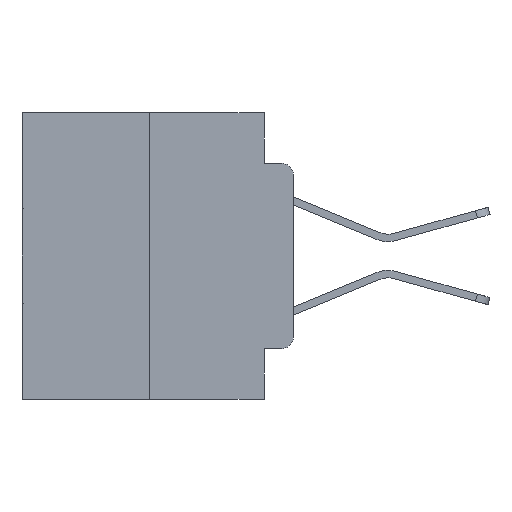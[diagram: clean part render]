
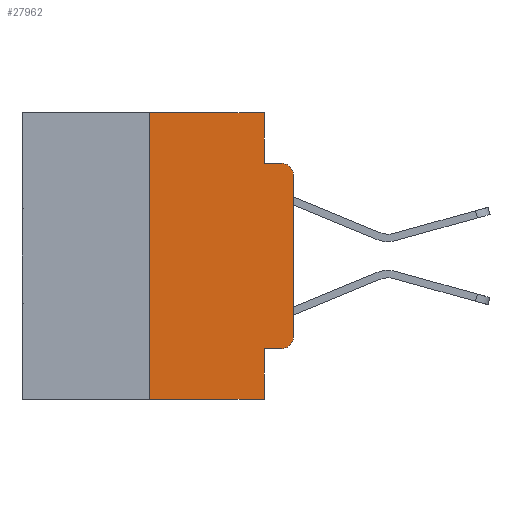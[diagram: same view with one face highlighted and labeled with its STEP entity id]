
A CAD part, left-side view. The second image highlights one B-rep face of the part: STEP entity #27962.
In plain terms, the highlighted planar face has unit normal (-1, 0, 0).
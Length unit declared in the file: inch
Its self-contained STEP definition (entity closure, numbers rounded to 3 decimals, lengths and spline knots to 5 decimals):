
#205 = AXIS2_PLACEMENT_3D ( 'NONE', #12419, #16601, #10182 ) ;
#291 = CARTESIAN_POINT ( 'NONE',  ( 0., 0.473, -0.5 ) ) ;
#1173 = EDGE_CURVE ( 'NONE', #22027, #16598, #25382, .T. ) ;
#1411 = LINE ( 'NONE', #19001, #20514 ) ;
#1929 = ORIENTED_EDGE ( 'NONE', *, *, #3526, .T. ) ;
#2262 = CARTESIAN_POINT ( 'NONE',  ( 0., 0.25, -0.5 ) ) ;
#2271 = CARTESIAN_POINT ( 'NONE',  ( 0., 0.02, -0.0885 ) ) ;
#2567 = EDGE_CURVE ( 'NONE', #20375, #27258, #10254, .T. ) ;
#2632 = LINE ( 'NONE', #3649, #5380 ) ;
#3526 = EDGE_CURVE ( 'NONE', #8541, #16598, #10195, .T. ) ;
#3649 = CARTESIAN_POINT ( 'NONE',  ( 0., 0.473, 0. ) ) ;
#4046 = VERTEX_POINT ( 'NONE', #27360 ) ;
#4101 = ORIENTED_EDGE ( 'NONE', *, *, #16414, .F. ) ;
#5059 = VERTEX_POINT ( 'NONE', #17301 ) ;
#5380 = VECTOR ( 'NONE', #14767, 39.37008 ) ;
#6045 = EDGE_CURVE ( 'NONE', #20375, #5059, #1411, .T. ) ;
#6831 = EDGE_CURVE ( 'NONE', #5059, #27070, #7965, .T. ) ;
#6967 = VECTOR ( 'NONE', #13374, 39.37008 ) ;
#7098 = ORIENTED_EDGE ( 'NONE', *, *, #2567, .F. ) ;
#7848 = DIRECTION ( 'NONE',  ( 0., 0., -1. ) ) ;
#7945 = CARTESIAN_POINT ( 'NONE',  ( 0., 0.473, 0. ) ) ;
#7965 = CIRCLE ( 'NONE', #10849, 0.02 ) ;
#8541 = VERTEX_POINT ( 'NONE', #28370 ) ;
#9045 = ORIENTED_EDGE ( 'NONE', *, *, #1173, .F. ) ;
#9558 = VECTOR ( 'NONE', #15212, 39.37008 ) ;
#9698 = ORIENTED_EDGE ( 'NONE', *, *, #6831, .T. ) ;
#10182 = DIRECTION ( 'NONE',  ( 0., 0., -1. ) ) ;
#10195 = CIRCLE ( 'NONE', #205, 0.02 ) ;
#10254 = LINE ( 'NONE', #28472, #9558 ) ;
#10837 = ORIENTED_EDGE ( 'NONE', *, *, #10904, .T. ) ;
#10849 = AXIS2_PLACEMENT_3D ( 'NONE', #17805, #20249, #26640 ) ;
#10904 = EDGE_CURVE ( 'NONE', #27070, #8541, #13399, .T. ) ;
#11090 = AXIS2_PLACEMENT_3D ( 'NONE', #7945, #21062, #7848 ) ;
#12419 = CARTESIAN_POINT ( 'NONE',  ( 0., 0.02, -0.1085 ) ) ;
#13374 = DIRECTION ( 'NONE',  ( 0., 0., 1. ) ) ;
#13399 = LINE ( 'NONE', #26607, #15813 ) ;
#13613 = EDGE_CURVE ( 'NONE', #23907, #27258, #23620, .T. ) ;
#13887 = LINE ( 'NONE', #22393, #6967 ) ;
#14103 = CARTESIAN_POINT ( 'NONE',  ( 0., 0.051, -0.0885 ) ) ;
#14331 = PLANE ( 'NONE',  #11090 ) ;
#14631 = ORIENTED_EDGE ( 'NONE', *, *, #13613, .T. ) ;
#14767 = DIRECTION ( 'NONE',  ( 0., -1., 0. ) ) ;
#14780 = LINE ( 'NONE', #18915, #23830 ) ;
#14975 = EDGE_CURVE ( 'NONE', #23430, #22027, #14780, .T. ) ;
#15212 = DIRECTION ( 'NONE',  ( 0., 0., -1. ) ) ;
#15650 = VECTOR ( 'NONE', #20436, 39.37008 ) ;
#15813 = VECTOR ( 'NONE', #20587, 39.37008 ) ;
#16141 = ORIENTED_EDGE ( 'NONE', *, *, #14975, .F. ) ;
#16414 = EDGE_CURVE ( 'NONE', #4046, #23430, #2632, .T. ) ;
#16598 = VERTEX_POINT ( 'NONE', #2271 ) ;
#16601 = DIRECTION ( 'NONE',  ( -1., 0., 0. ) ) ;
#17301 = CARTESIAN_POINT ( 'NONE',  ( 0., 0.02, -0.4115 ) ) ;
#17805 = CARTESIAN_POINT ( 'NONE',  ( 0., 0.02, -0.3915 ) ) ;
#18023 = ORIENTED_EDGE ( 'NONE', *, *, #6045, .T. ) ;
#18666 = ORIENTED_EDGE ( 'NONE', *, *, #22676, .F. ) ;
#18727 = DIRECTION ( 'NONE',  ( 0., 0., -1. ) ) ;
#18905 = DIRECTION ( 'NONE',  ( 0., -1., 0. ) ) ;
#18915 = CARTESIAN_POINT ( 'NONE',  ( 0., 0.051, 0. ) ) ;
#19001 = CARTESIAN_POINT ( 'NONE',  ( 0., 0.051, -0.4115 ) ) ;
#20249 = DIRECTION ( 'NONE',  ( -1., 0., 0. ) ) ;
#20375 = VERTEX_POINT ( 'NONE', #27845 ) ;
#20436 = DIRECTION ( 'NONE',  ( 0., -1., 0. ) ) ;
#20514 = VECTOR ( 'NONE', #18905, 39.37008 ) ;
#20587 = DIRECTION ( 'NONE',  ( 0., 0., 1. ) ) ;
#21062 = DIRECTION ( 'NONE',  ( 1., 0., 0. ) ) ;
#21192 = CARTESIAN_POINT ( 'NONE',  ( 0., 0.051, -0.5 ) ) ;
#22027 = VERTEX_POINT ( 'NONE', #26040 ) ;
#22393 = CARTESIAN_POINT ( 'NONE',  ( 0., 0.25, 0. ) ) ;
#22396 = EDGE_LOOP ( 'NONE', ( #10837, #1929, #9045, #16141, #4101, #18666, #14631, #7098, #18023, #9698 ) ) ;
#22676 = EDGE_CURVE ( 'NONE', #23907, #4046, #13887, .T. ) ;
#22907 = VECTOR ( 'NONE', #26769, 39.37008 ) ;
#23430 = VERTEX_POINT ( 'NONE', #28630 ) ;
#23620 = LINE ( 'NONE', #291, #22907 ) ;
#23830 = VECTOR ( 'NONE', #18727, 39.37008 ) ;
#23907 = VERTEX_POINT ( 'NONE', #2262 ) ;
#24800 = CARTESIAN_POINT ( 'NONE',  ( 0., 0., -0.3915 ) ) ;
#24936 = FACE_OUTER_BOUND ( 'NONE', #22396, .T. ) ;
#25382 = LINE ( 'NONE', #14103, #15650 ) ;
#26040 = CARTESIAN_POINT ( 'NONE',  ( 0., 0.051, -0.0885 ) ) ;
#26607 = CARTESIAN_POINT ( 'NONE',  ( 0., 0., 0. ) ) ;
#26640 = DIRECTION ( 'NONE',  ( 0., 0., -1. ) ) ;
#26769 = DIRECTION ( 'NONE',  ( 0., -1., 0. ) ) ;
#27070 = VERTEX_POINT ( 'NONE', #24800 ) ;
#27258 = VERTEX_POINT ( 'NONE', #21192 ) ;
#27360 = CARTESIAN_POINT ( 'NONE',  ( 0., 0.25, 0. ) ) ;
#27845 = CARTESIAN_POINT ( 'NONE',  ( 0., 0.051, -0.4115 ) ) ;
#27962 = ADVANCED_FACE ( 'NONE', ( #24936 ), #14331, .F. ) ;
#28370 = CARTESIAN_POINT ( 'NONE',  ( 0., 0., -0.1085 ) ) ;
#28472 = CARTESIAN_POINT ( 'NONE',  ( 0., 0.051, 0. ) ) ;
#28630 = CARTESIAN_POINT ( 'NONE',  ( 0., 0.051, 0. ) ) ;
